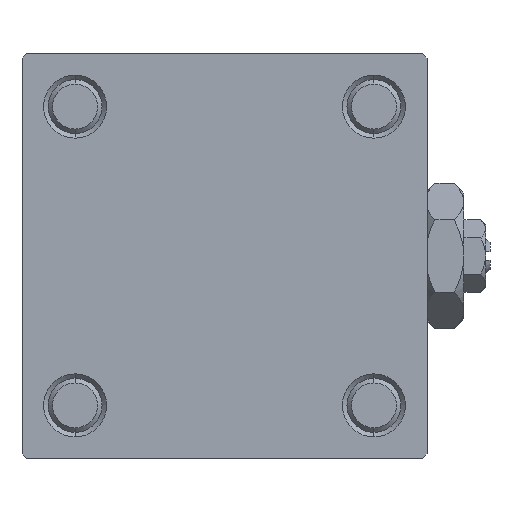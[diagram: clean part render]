
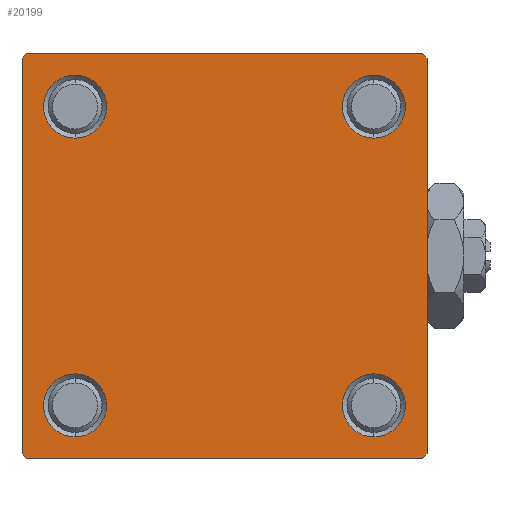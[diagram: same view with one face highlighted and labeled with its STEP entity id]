
A CAD part, left-side view. The second image highlights one B-rep face of the part: STEP entity #20199.
In plain terms, the highlighted planar face has unit normal (-1, 0, 0).
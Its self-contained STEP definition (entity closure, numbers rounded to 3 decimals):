
#39 = CARTESIAN_POINT ( 'NONE',  ( 0., -22., 22.5 ) ) ;
#94 = VERTEX_POINT ( 'NONE', #2639 ) ;
#558 = LINE ( 'NONE', #31153, #38280 ) ;
#970 = VERTEX_POINT ( 'NONE', #38710 ) ;
#1522 = CIRCLE ( 'NONE', #7343, 3.5 ) ;
#2354 = VERTEX_POINT ( 'NONE', #4531 ) ;
#2383 = ORIENTED_EDGE ( 'NONE', *, *, #9547, .T. ) ;
#2639 = CARTESIAN_POINT ( 'NONE',  ( 0., -22.5, 22. ) ) ;
#3055 = CARTESIAN_POINT ( 'NONE',  ( 0., 16.6, -13.1 ) ) ;
#3248 = VECTOR ( 'NONE', #30591, 1000. ) ;
#3370 = VERTEX_POINT ( 'NONE', #29092 ) ;
#3563 = EDGE_CURVE ( 'NONE', #42199, #42961, #558, .T. ) ;
#3581 = EDGE_CURVE ( 'NONE', #42961, #7059, #16004, .T. ) ;
#3665 = CIRCLE ( 'NONE', #24525, 3.5 ) ;
#4531 = CARTESIAN_POINT ( 'NONE',  ( 0., -16.6, 20.1 ) ) ;
#5129 = CARTESIAN_POINT ( 'NONE',  ( 0., 22.25, 22.25 ) ) ;
#6239 = DIRECTION ( 'NONE',  ( 0., 0., 1. ) ) ;
#6331 = EDGE_CURVE ( 'NONE', #44319, #24387, #36604, .T. ) ;
#6557 = AXIS2_PLACEMENT_3D ( 'NONE', #15020, #34612, #11888 ) ;
#6674 = CARTESIAN_POINT ( 'NONE',  ( 0., 16.6, -16.6 ) ) ;
#7059 = VERTEX_POINT ( 'NONE', #17897 ) ;
#7243 = DIRECTION ( 'NONE',  ( 0., 0., 1. ) ) ;
#7343 = AXIS2_PLACEMENT_3D ( 'NONE', #10669, #26601, #38888 ) ;
#7541 = CARTESIAN_POINT ( 'NONE',  ( 0., 22.5, 22.5 ) ) ;
#7614 = VECTOR ( 'NONE', #26892, 1000. ) ;
#7714 = CARTESIAN_POINT ( 'NONE',  ( 0., -16.6, 13.1 ) ) ;
#7817 = EDGE_CURVE ( 'NONE', #2354, #48703, #41681, .T. ) ;
#7999 = DIRECTION ( 'NONE',  ( 1., 0., 0. ) ) ;
#8118 = CIRCLE ( 'NONE', #27306, 3.5 ) ;
#8133 = CARTESIAN_POINT ( 'NONE',  ( 0., -22.25, -22.25 ) ) ;
#8273 = CARTESIAN_POINT ( 'NONE',  ( 0., 22.5, 22.5 ) ) ;
#9040 = LINE ( 'NONE', #5129, #12265 ) ;
#9547 = EDGE_CURVE ( 'NONE', #3370, #39109, #3665, .T. ) ;
#9716 = LINE ( 'NONE', #33753, #3248 ) ;
#10244 = ORIENTED_EDGE ( 'NONE', *, *, #15096, .T. ) ;
#10598 = VERTEX_POINT ( 'NONE', #16633 ) ;
#10669 = CARTESIAN_POINT ( 'NONE',  ( 0., -16.6, 16.6 ) ) ;
#10934 = PLANE ( 'NONE',  #21438 ) ;
#11084 = ORIENTED_EDGE ( 'NONE', *, *, #3581, .T. ) ;
#11888 = DIRECTION ( 'NONE',  ( 0., 0., 1. ) ) ;
#12084 = DIRECTION ( 'NONE',  ( 0., -1., 0. ) ) ;
#12265 = VECTOR ( 'NONE', #33342, 1000. ) ;
#12747 = ORIENTED_EDGE ( 'NONE', *, *, #39271, .F. ) ;
#13582 = FACE_BOUND ( 'NONE', #51315, .T. ) ;
#13623 = DIRECTION ( 'NONE',  ( 1., 0., 0. ) ) ;
#13860 = CARTESIAN_POINT ( 'NONE',  ( 0., 22.5, 22. ) ) ;
#14320 = DIRECTION ( 'NONE',  ( 1., 0., 0. ) ) ;
#14596 = ORIENTED_EDGE ( 'NONE', *, *, #21011, .T. ) ;
#14960 = AXIS2_PLACEMENT_3D ( 'NONE', #6674, #34124, #50069 ) ;
#15020 = CARTESIAN_POINT ( 'NONE',  ( 0., 16.6, -16.6 ) ) ;
#15070 = LINE ( 'NONE', #38336, #17598 ) ;
#15096 = EDGE_CURVE ( 'NONE', #44549, #50336, #9040, .T. ) ;
#15393 = LINE ( 'NONE', #7541, #7614 ) ;
#15528 = VECTOR ( 'NONE', #48280, 1000. ) ;
#16004 = LINE ( 'NONE', #8133, #33273 ) ;
#16633 = CARTESIAN_POINT ( 'NONE',  ( 0., 16.6, 20.1 ) ) ;
#17598 = VECTOR ( 'NONE', #27072, 1000. ) ;
#17736 = EDGE_CURVE ( 'NONE', #94, #37501, #28668, .T. ) ;
#17897 = CARTESIAN_POINT ( 'NONE',  ( 0., -22.5, -22. ) ) ;
#18416 = EDGE_LOOP ( 'NONE', ( #29841, #35747, #31140, #11084, #48630, #33426, #12747, #10244 ) ) ;
#19538 = CARTESIAN_POINT ( 'NONE',  ( 0., 0., 0. ) ) ;
#19795 = CARTESIAN_POINT ( 'NONE',  ( 0., -22., -22.5 ) ) ;
#20199 = ADVANCED_FACE ( 'NONE', ( #49371, #13582, #29492, #39153, #42819 ), #10934, .T. ) ;
#21011 = EDGE_CURVE ( 'NONE', #39860, #10598, #8118, .T. ) ;
#21438 = AXIS2_PLACEMENT_3D ( 'NONE', #19538, #51675, #7243 ) ;
#23058 = VECTOR ( 'NONE', #27372, 1000. ) ;
#23715 = LINE ( 'NONE', #8273, #23058 ) ;
#24089 = DIRECTION ( 'NONE',  ( 0., -0.707, 0.707 ) ) ;
#24357 = DIRECTION ( 'NONE',  ( 0., 0., 1. ) ) ;
#24387 = VERTEX_POINT ( 'NONE', #3055 ) ;
#24525 = AXIS2_PLACEMENT_3D ( 'NONE', #40540, #13623, #25116 ) ;
#25116 = DIRECTION ( 'NONE',  ( 0., 0., 1. ) ) ;
#25748 = EDGE_CURVE ( 'NONE', #24387, #44319, #37493, .T. ) ;
#25984 = CARTESIAN_POINT ( 'NONE',  ( 0., 16.6, -20.1 ) ) ;
#26601 = DIRECTION ( 'NONE',  ( 1., 0., 0. ) ) ;
#26892 = DIRECTION ( 'NONE',  ( 0., 0., -1. ) ) ;
#27072 = DIRECTION ( 'NONE',  ( 0., 0., -1. ) ) ;
#27100 = DIRECTION ( 'NONE',  ( 0., 0., 1. ) ) ;
#27306 = AXIS2_PLACEMENT_3D ( 'NONE', #46478, #41808, #6239 ) ;
#27372 = DIRECTION ( 'NONE',  ( 0., -1., 0. ) ) ;
#28668 = LINE ( 'NONE', #40443, #15528 ) ;
#29092 = CARTESIAN_POINT ( 'NONE',  ( 0., -16.6, -20.1 ) ) ;
#29492 = FACE_BOUND ( 'NONE', #44385, .T. ) ;
#29841 = ORIENTED_EDGE ( 'NONE', *, *, #49626, .T. ) ;
#30591 = DIRECTION ( 'NONE',  ( 0., -0.707, -0.707 ) ) ;
#31091 = ORIENTED_EDGE ( 'NONE', *, *, #6331, .T. ) ;
#31140 = ORIENTED_EDGE ( 'NONE', *, *, #3563, .T. ) ;
#31153 = CARTESIAN_POINT ( 'NONE',  ( 0., 22.5, -22.5 ) ) ;
#31630 = EDGE_LOOP ( 'NONE', ( #48012, #14596 ) ) ;
#31687 = CARTESIAN_POINT ( 'NONE',  ( 0., 16.6, 13.1 ) ) ;
#31934 = CARTESIAN_POINT ( 'NONE',  ( 0., 16.6, 16.6 ) ) ;
#32923 = EDGE_CURVE ( 'NONE', #94, #7059, #15070, .T. ) ;
#33273 = VECTOR ( 'NONE', #24089, 1000. ) ;
#33342 = DIRECTION ( 'NONE',  ( 0., 0.707, -0.707 ) ) ;
#33426 = ORIENTED_EDGE ( 'NONE', *, *, #17736, .T. ) ;
#33753 = CARTESIAN_POINT ( 'NONE',  ( 0., 22.25, -22.25 ) ) ;
#34124 = DIRECTION ( 'NONE',  ( 1., 0., 0. ) ) ;
#34612 = DIRECTION ( 'NONE',  ( 1., 0., 0. ) ) ;
#35747 = ORIENTED_EDGE ( 'NONE', *, *, #44525, .T. ) ;
#36604 = CIRCLE ( 'NONE', #6557, 3.5 ) ;
#36630 = DIRECTION ( 'NONE',  ( 1., 0., 0. ) ) ;
#37493 = CIRCLE ( 'NONE', #14960, 3.5 ) ;
#37501 = VERTEX_POINT ( 'NONE', #39 ) ;
#38046 = CARTESIAN_POINT ( 'NONE',  ( 0., 22., -22.5 ) ) ;
#38280 = VECTOR ( 'NONE', #12084, 1000. ) ;
#38336 = CARTESIAN_POINT ( 'NONE',  ( 0., -22.5, 22.5 ) ) ;
#38345 = CARTESIAN_POINT ( 'NONE',  ( 0., -16.6, 16.6 ) ) ;
#38356 = EDGE_CURVE ( 'NONE', #39109, #3370, #44788, .T. ) ;
#38710 = CARTESIAN_POINT ( 'NONE',  ( 0., 22.5, -22. ) ) ;
#38888 = DIRECTION ( 'NONE',  ( 0., 0., 1. ) ) ;
#38939 = EDGE_CURVE ( 'NONE', #10598, #39860, #45607, .T. ) ;
#39109 = VERTEX_POINT ( 'NONE', #49930 ) ;
#39153 = FACE_BOUND ( 'NONE', #31630, .T. ) ;
#39239 = ORIENTED_EDGE ( 'NONE', *, *, #7817, .T. ) ;
#39271 = EDGE_CURVE ( 'NONE', #44549, #37501, #23715, .T. ) ;
#39778 = AXIS2_PLACEMENT_3D ( 'NONE', #46978, #7999, #27100 ) ;
#39860 = VERTEX_POINT ( 'NONE', #31687 ) ;
#40326 = EDGE_LOOP ( 'NONE', ( #39239, #50632 ) ) ;
#40443 = CARTESIAN_POINT ( 'NONE',  ( 0., -22.25, 22.25 ) ) ;
#40540 = CARTESIAN_POINT ( 'NONE',  ( 0., -16.6, -16.6 ) ) ;
#40701 = ORIENTED_EDGE ( 'NONE', *, *, #38356, .T. ) ;
#41681 = CIRCLE ( 'NONE', #51660, 3.5 ) ;
#41808 = DIRECTION ( 'NONE',  ( 1., 0., 0. ) ) ;
#42199 = VERTEX_POINT ( 'NONE', #38046 ) ;
#42527 = DIRECTION ( 'NONE',  ( 0., 0., 1. ) ) ;
#42819 = FACE_OUTER_BOUND ( 'NONE', #18416, .T. ) ;
#42880 = EDGE_CURVE ( 'NONE', #48703, #2354, #1522, .T. ) ;
#42961 = VERTEX_POINT ( 'NONE', #19795 ) ;
#44319 = VERTEX_POINT ( 'NONE', #25984 ) ;
#44385 = EDGE_LOOP ( 'NONE', ( #48556, #31091 ) ) ;
#44525 = EDGE_CURVE ( 'NONE', #970, #42199, #9716, .T. ) ;
#44549 = VERTEX_POINT ( 'NONE', #45783 ) ;
#44788 = CIRCLE ( 'NONE', #39778, 3.5 ) ;
#45607 = CIRCLE ( 'NONE', #46449, 3.5 ) ;
#45783 = CARTESIAN_POINT ( 'NONE',  ( 0., 22., 22.5 ) ) ;
#46449 = AXIS2_PLACEMENT_3D ( 'NONE', #31934, #36630, #24357 ) ;
#46478 = CARTESIAN_POINT ( 'NONE',  ( 0., 16.6, 16.6 ) ) ;
#46978 = CARTESIAN_POINT ( 'NONE',  ( 0., -16.6, -16.6 ) ) ;
#48012 = ORIENTED_EDGE ( 'NONE', *, *, #38939, .T. ) ;
#48280 = DIRECTION ( 'NONE',  ( 0., 0.707, 0.707 ) ) ;
#48556 = ORIENTED_EDGE ( 'NONE', *, *, #25748, .T. ) ;
#48630 = ORIENTED_EDGE ( 'NONE', *, *, #32923, .F. ) ;
#48703 = VERTEX_POINT ( 'NONE', #7714 ) ;
#49371 = FACE_BOUND ( 'NONE', #40326, .T. ) ;
#49626 = EDGE_CURVE ( 'NONE', #50336, #970, #15393, .T. ) ;
#49930 = CARTESIAN_POINT ( 'NONE',  ( 0., -16.6, -13.1 ) ) ;
#50069 = DIRECTION ( 'NONE',  ( 0., 0., 1. ) ) ;
#50336 = VERTEX_POINT ( 'NONE', #13860 ) ;
#50632 = ORIENTED_EDGE ( 'NONE', *, *, #42880, .T. ) ;
#51315 = EDGE_LOOP ( 'NONE', ( #40701, #2383 ) ) ;
#51660 = AXIS2_PLACEMENT_3D ( 'NONE', #38345, #14320, #42527 ) ;
#51675 = DIRECTION ( 'NONE',  ( -1., 0., 0. ) ) ;
